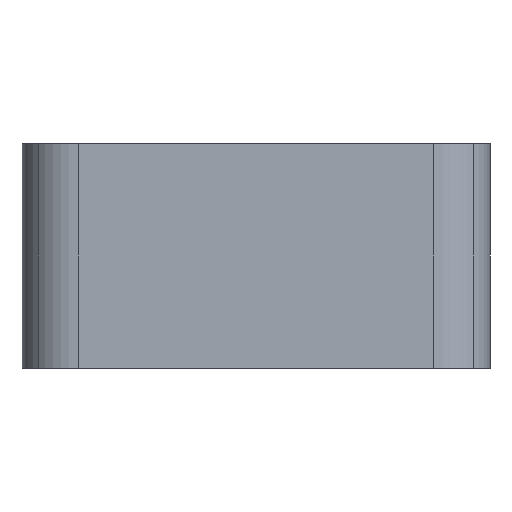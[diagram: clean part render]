
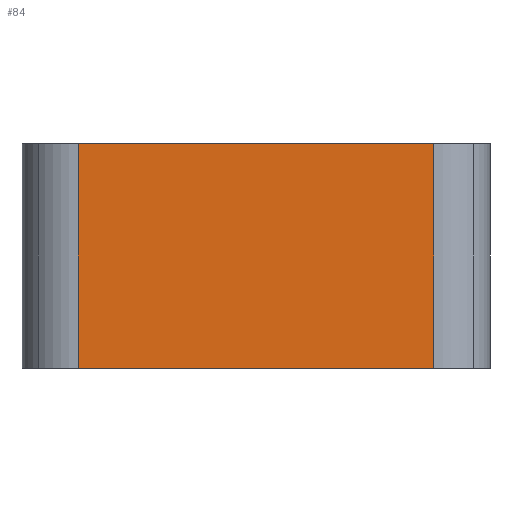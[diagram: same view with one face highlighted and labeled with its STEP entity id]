
A CAD part, left-side view. The second image highlights one B-rep face of the part: STEP entity #84.
In plain terms, the highlighted planar face has unit normal (-1, 0, 0).
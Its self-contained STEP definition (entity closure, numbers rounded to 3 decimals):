
#84=ADVANCED_FACE('',(#175),#176,.T.);
#175=FACE_OUTER_BOUND('',#271,.T.);
#176=PLANE('',#272);
#271=EDGE_LOOP('',(#442,#443,#444,#445));
#272=AXIS2_PLACEMENT_3D('',#446,#447,#448);
#442=ORIENTED_EDGE('',*,*,#640,.F.);
#443=ORIENTED_EDGE('',*,*,#633,.F.);
#444=ORIENTED_EDGE('',*,*,#641,.F.);
#445=ORIENTED_EDGE('',*,*,#642,.T.);
#446=CARTESIAN_POINT('',(-80.0,175.0,12.0));
#447=DIRECTION('',(-1.0,0.0,0.0));
#448=DIRECTION('',(0.0,0.0,1.0));
#633=EDGE_CURVE('',#764,#766,#767,.T.);
#640=EDGE_CURVE('',#766,#776,#777,.T.);
#641=EDGE_CURVE('',#778,#764,#779,.T.);
#642=EDGE_CURVE('',#778,#776,#780,.T.);
#764=VERTEX_POINT('',#932);
#766=VERTEX_POINT('',#934);
#767=LINE('',#935,#936);
#776=VERTEX_POINT('',#947);
#777=LINE('',#948,#949);
#778=VERTEX_POINT('',#950);
#779=LINE('',#951,#952);
#780=LINE('',#953,#954);
#932=CARTESIAN_POINT('',(-80.0,178.0,0.0));
#934=CARTESIAN_POINT('',(-80.0,197.0,0.0));
#935=CARTESIAN_POINT('',(-80.0,175.0,0.0));
#936=VECTOR('',#1078,1.0);
#947=CARTESIAN_POINT('',(-80.0,197.0,12.0));
#948=CARTESIAN_POINT('',(-80.0,197.0,12.0));
#949=VECTOR('',#1090,1.0);
#950=CARTESIAN_POINT('',(-80.0,178.0,12.0));
#951=CARTESIAN_POINT('',(-80.0,178.0,12.0));
#952=VECTOR('',#1091,1.0);
#953=CARTESIAN_POINT('',(-80.0,175.0,12.0));
#954=VECTOR('',#1092,1.0);
#1078=DIRECTION('',(0.0,1.0,0.0));
#1090=DIRECTION('',(0.0,0.0,1.0));
#1091=DIRECTION('',(-0.0,-0.0,-1.0));
#1092=DIRECTION('',(0.0,1.0,0.0));
